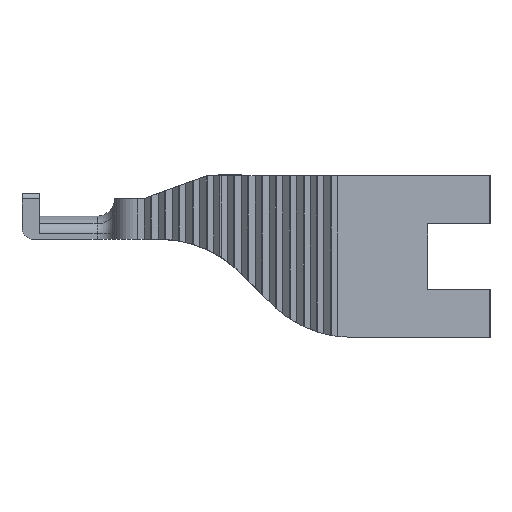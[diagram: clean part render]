
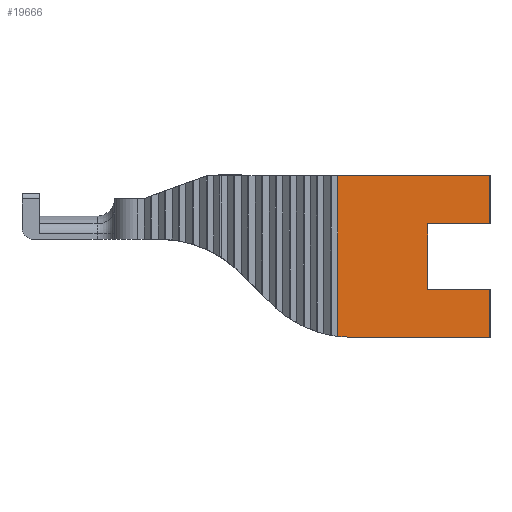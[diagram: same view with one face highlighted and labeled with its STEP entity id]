
A CAD part, left-side view. The second image highlights one B-rep face of the part: STEP entity #19666.
In plain terms, the highlighted planar face has unit normal (-0.999, -0.052, 0).
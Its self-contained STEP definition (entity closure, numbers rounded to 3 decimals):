
#2=DIRECTION('',(0.052,-0.999,0.));
#3=VECTOR('',#2,11.913);
#4=CARTESIAN_POINT('',(-28.402,11.897,-7.));
#5=LINE('',#4,#3);
#278=DIRECTION('',(0.052,-0.999,0.));
#279=VECTOR('',#278,13.203);
#280=CARTESIAN_POINT('',(-28.469,13.185,7.));
#281=LINE('',#280,#279);
#2172=CARTESIAN_POINT('',(-28.402,11.897,-7.));
#2173=CARTESIAN_POINT('',(-28.424,12.328,-7.));
#2174=CARTESIAN_POINT('',(-28.447,12.758,
-6.972));
#2175=CARTESIAN_POINT('',(-28.469,13.185,
-6.917));
#2177=DIRECTION('',(0.,0.,-1.));
#2178=VECTOR('',#2177,13.917);
#2179=CARTESIAN_POINT('',(-28.469,13.185,7.));
#2180=LINE('',#2179,#2178);
#2181=DIRECTION('',(-0.052,0.999,0.));
#2182=VECTOR('',#2181,5.4);
#2183=CARTESIAN_POINT('',(-27.778,0.,2.825));
#2184=LINE('',#2183,#2182);
#2185=DIRECTION('',(0.,0.,1.));
#2186=VECTOR('',#2185,5.65);
#2187=CARTESIAN_POINT('',(-28.061,5.393,-2.825));
#2188=LINE('',#2187,#2186);
#2189=DIRECTION('',(-0.052,0.999,0.));
#2190=VECTOR('',#2189,5.4);
#2191=CARTESIAN_POINT('',(-27.778,0.,-2.825));
#2192=LINE('',#2191,#2190);
#10036=DIRECTION('',(0.,0.,1.));
#10037=VECTOR('',#10036,4.175);
#10038=CARTESIAN_POINT('',(-27.778,0.,2.825));
#10039=LINE('',#10038,#10037);
#10044=DIRECTION('',(0.,0.,1.));
#10045=VECTOR('',#10044,4.175);
#10046=CARTESIAN_POINT('',(-27.778,0.,-7.));
#10047=LINE('',#10046,#10045);
#13624=CARTESIAN_POINT('',(-27.778,0.,-7.));
#13626=VERTEX_POINT('',#13624);
#13636=CARTESIAN_POINT('',(-27.778,0.,7.));
#13638=VERTEX_POINT('',#13636);
#13688=CARTESIAN_POINT('',(-27.778,0.,2.825));
#13689=CARTESIAN_POINT('',(-28.061,5.393,2.825));
#13690=VERTEX_POINT('',#13688);
#13691=VERTEX_POINT('',#13689);
#13692=CARTESIAN_POINT('',(-27.778,0.,-2.825));
#13693=CARTESIAN_POINT('',(-28.061,5.393,-2.825));
#13694=VERTEX_POINT('',#13692);
#13695=VERTEX_POINT('',#13693);
#13964=CARTESIAN_POINT('',(-28.469,13.185,7.));
#13965=VERTEX_POINT('',#13964);
#13978=VERTEX_POINT('',#2172);
#13979=VERTEX_POINT('',#2175);
#19645=CARTESIAN_POINT('',(-28.75,18.539,-7.));
#19646=DIRECTION('',(-0.999,-0.052,0.));
#19647=DIRECTION('',(0.052,-0.999,0.));
#19648=AXIS2_PLACEMENT_3D('',#19645,#19646,#19647);
#19649=PLANE('',#19648);
#19650=ORIENTED_EDGE('',*,*,#18196,.T.);
#19652=ORIENTED_EDGE('',*,*,#19651,.F.);
#19653=ORIENTED_EDGE('',*,*,#18442,.T.);
#19655=ORIENTED_EDGE('',*,*,#19654,.F.);
#19656=ORIENTED_EDGE('',*,*,#19604,.T.);
#19658=ORIENTED_EDGE('',*,*,#19657,.F.);
#19660=ORIENTED_EDGE('',*,*,#19659,.F.);
#19662=ORIENTED_EDGE('',*,*,#19661,.F.);
#19663=ORIENTED_EDGE('',*,*,#18065,.F.);
#19664=EDGE_LOOP('',(#19650,#19652,#19653,#19655,#19656,#19658,#19660,#19662,
#19663));
#19665=FACE_OUTER_BOUND('',#19664,.F.);
#19666=ADVANCED_FACE('',(#19665),#19649,.T.);
#2176=B_SPLINE_CURVE_WITH_KNOTS('',3,(#2172,#2173,#2174,#2175),.UNSPECIFIED.,
.F.,.F.,(4,4),(0.,1.),.UNSPECIFIED.);
#18065=EDGE_CURVE('',#13978,#13626,#5,.T.);
#18196=EDGE_CURVE('',#13978,#13979,#2176,.T.);
#18442=EDGE_CURVE('',#13965,#13638,#281,.T.);
#19604=EDGE_CURVE('',#13690,#13691,#2184,.T.);
#19651=EDGE_CURVE('',#13965,#13979,#2180,.T.);
#19654=EDGE_CURVE('',#13690,#13638,#10039,.T.);
#19657=EDGE_CURVE('',#13695,#13691,#2188,.T.);
#19659=EDGE_CURVE('',#13694,#13695,#2192,.T.);
#19661=EDGE_CURVE('',#13626,#13694,#10047,.T.);
